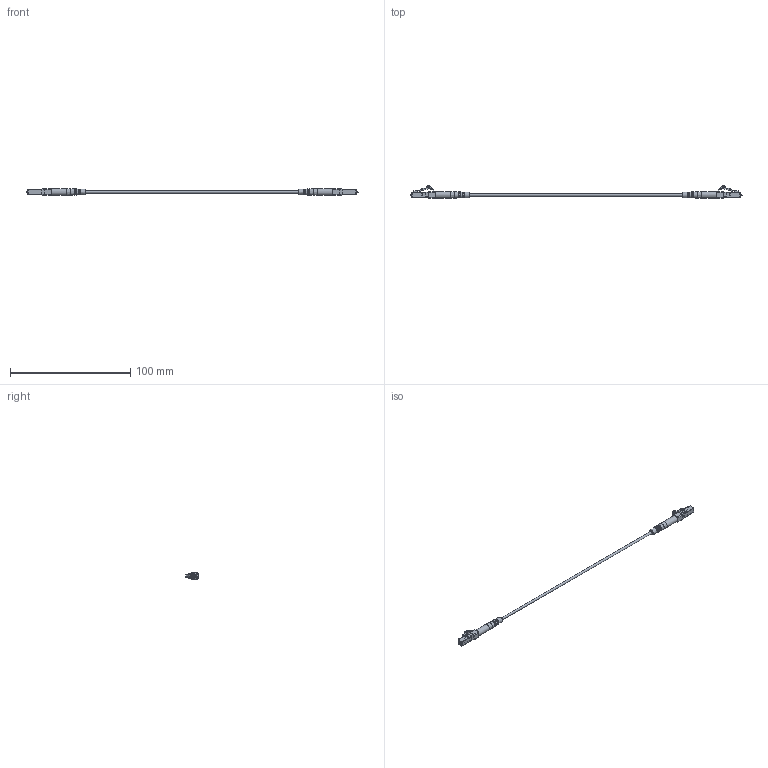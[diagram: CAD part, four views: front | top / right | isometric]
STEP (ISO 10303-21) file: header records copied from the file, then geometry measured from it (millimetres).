
FILE_DESCRIPTION (( 'STEP AP214' ), '1' );
FILE_NAME ('FCA-S2SZ-LCALCA.step', '2022-11-03T03:46:27', ( '' ), ( '' ), 'SwSTEP 2.0', 'SolidWorks 2022', '' );
FILE_SCHEMA (( 'AUTOMOTIVE_DESIGN' ));
Length unit declared in the file: inch
Products named in the file (11): conn head^LC-APC CONN_FCA-S2SZ-LCALCA; boot^LC-APC CONN_FCA-S2SZ-LCALCA; spring^LC-APC CONN_FCA-S2SZ-LCALCA; FCA-S2SZ-LCALCA; 17mm lg tube^LC-APC CONN_FCA-S2SZ-LCALCA; clip^LC-APC CONN_FCA-S2SZ-LCALCA; 11^LC-APC CONN_FCA-S2SZ-LCALCA; crimp tube^LC-APC CONN_FCA-S2SZ-LCALCA; Fiber Coax^FCA-S2SZ-LCALCA; 1.25mm ferrule^LC-APC CONN_FCA-S2SZ-LCALCA; LC-APC CONN^FCA-S2SZ-LCALCA
Assembly tree (11 placements, depth 3):
  FCA-S2SZ-LCALCA
    Fiber Coax^FCA-S2SZ-LCALCA
    LC-APC CONN^FCA-S2SZ-LCALCA  x2
      conn head^LC-APC CONN_FCA-S2SZ-LCALCA
      1.25mm ferrule^LC-APC CONN_FCA-S2SZ-LCALCA
      spring^LC-APC CONN_FCA-S2SZ-LCALCA
      17mm lg tube^LC-APC CONN_FCA-S2SZ-LCALCA
      clip^LC-APC CONN_FCA-S2SZ-LCALCA
      11^LC-APC CONN_FCA-S2SZ-LCALCA
      crimp tube^LC-APC CONN_FCA-S2SZ-LCALCA
      boot^LC-APC CONN_FCA-S2SZ-LCALCA
Bounding box: 276.6 x 10.35 x 5.5 mm (x, y, z)
Volume: 2177.5 mm3; surface area: 6081.4 mm2
Topology: 17 solids, 17 shells, 565 faces, 1489 edges, 968 vertices
Faces by surface type: plane 354, cylinder 177, cone 18, bspline 16
Full cylindrical faces by diameter (mm): 0.1 x2, 0.8 x2, 0.9 x2, 1.25 x2, 1.35 x2, 1.4 x2, 1.5 x2, 1.8 x2, 1.9 x2, 2 x1, 2.3 x2, 2.5 x2, 2.6 x2, 2.7 x2, 3 x6, 3.1 x2, 3.2 x2, 3.6 x2, 3.78 x2, 4 x2, 5.5 x2
Entity records: 12492 total; most frequent: CARTESIAN_POINT 4095, ORIENTED_EDGE 1374, DIRECTION 1339, EDGE_CURVE 687, VERTEX_POINT 470, AXIS2_PLACEMENT_3D 451, LINE 437, VECTOR 437
